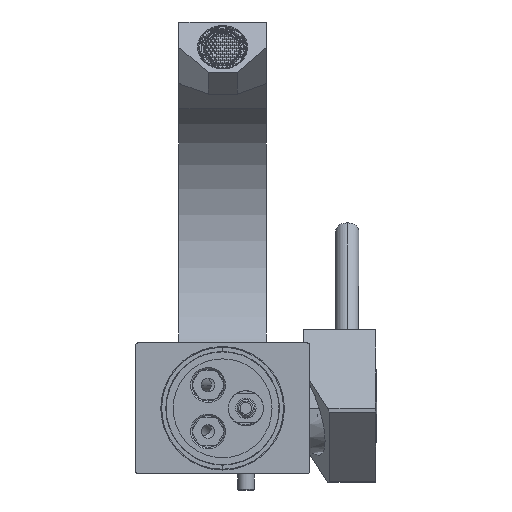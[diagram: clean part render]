
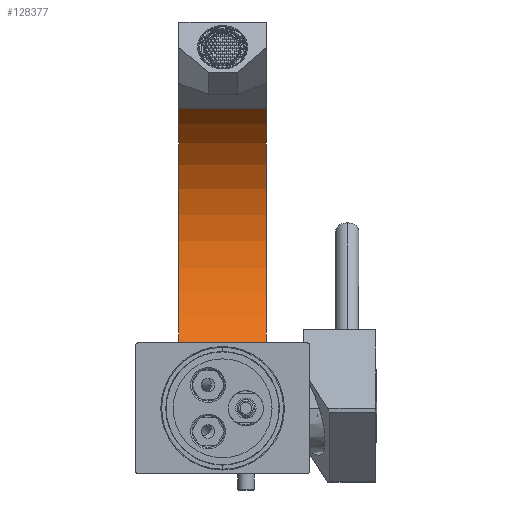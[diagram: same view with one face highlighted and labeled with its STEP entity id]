
A CAD part, front view. The second image highlights one B-rep face of the part: STEP entity #128377.
In plain terms, the highlighted cylindrical face has radius 52.491 mm (diameter 104.982 mm), a partial arc.
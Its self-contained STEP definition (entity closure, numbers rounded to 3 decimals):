
#76218=CARTESIAN_POINT('',(15.,222.709,57.491));
#76219=DIRECTION('',(1.,0.,0.));
#76220=DIRECTION('',(0.,0.,-1.));
#76221=AXIS2_PLACEMENT_3D('',#76218,#76219,#76220);
#77668=DIRECTION('',(1.,0.,0.));
#77669=VECTOR('',#77668,30.);
#77670=CARTESIAN_POINT('',(-15.,248.954,102.95));
#77671=LINE('',#77670,#77669);
#77676=DIRECTION('',(1.,0.,0.));
#77677=VECTOR('',#77676,30.);
#77678=CARTESIAN_POINT('',(-15.,222.709,5.));
#77679=LINE('',#77678,#77677);
#77680=CARTESIAN_POINT('',(-15.,222.709,57.491));
#77681=DIRECTION('',(1.,0.,0.));
#77682=DIRECTION('',(0.,0.,-1.));
#77683=AXIS2_PLACEMENT_3D('',#77680,#77681,#77682);
#85246=CARTESIAN_POINT('',(-15.,222.709,5.));
#85247=CARTESIAN_POINT('',(15.,222.709,5.));
#85248=VERTEX_POINT('',#85246);
#85249=VERTEX_POINT('',#85247);
#85254=CARTESIAN_POINT('',(-15.,248.954,102.95));
#85255=CARTESIAN_POINT('',(15.,248.954,102.95));
#85256=VERTEX_POINT('',#85254);
#85257=VERTEX_POINT('',#85255);
#128365=CARTESIAN_POINT('',(-1.,222.709,57.491));
#128366=DIRECTION('',(1.,0.,0.));
#128367=DIRECTION('',(0.,0.,1.));
#128368=AXIS2_PLACEMENT_3D('',#128365,#128366,#128367);
#128369=CYLINDRICAL_SURFACE('',#128368,52.491);
#128371=ORIENTED_EDGE('',*,*,#128370,.F.);
#128372=ORIENTED_EDGE('',*,*,#128249,.T.);
#128373=ORIENTED_EDGE('',*,*,#128352,.T.);
#128374=ORIENTED_EDGE('',*,*,#125700,.F.);
#128375=EDGE_LOOP('',(#128371,#128372,#128373,#128374));
#128376=FACE_OUTER_BOUND('',#128375,.F.);
#128377=ADVANCED_FACE('',(#128376),#128369,.F.);
#76222=CIRCLE('',#76221,52.491);
#77684=CIRCLE('',#77683,52.491);
#125700=EDGE_CURVE('',#85249,#85257,#76222,.T.);
#128249=EDGE_CURVE('',#85248,#85256,#77684,.T.);
#128352=EDGE_CURVE('',#85256,#85257,#77671,.T.);
#128370=EDGE_CURVE('',#85248,#85249,#77679,.T.);
